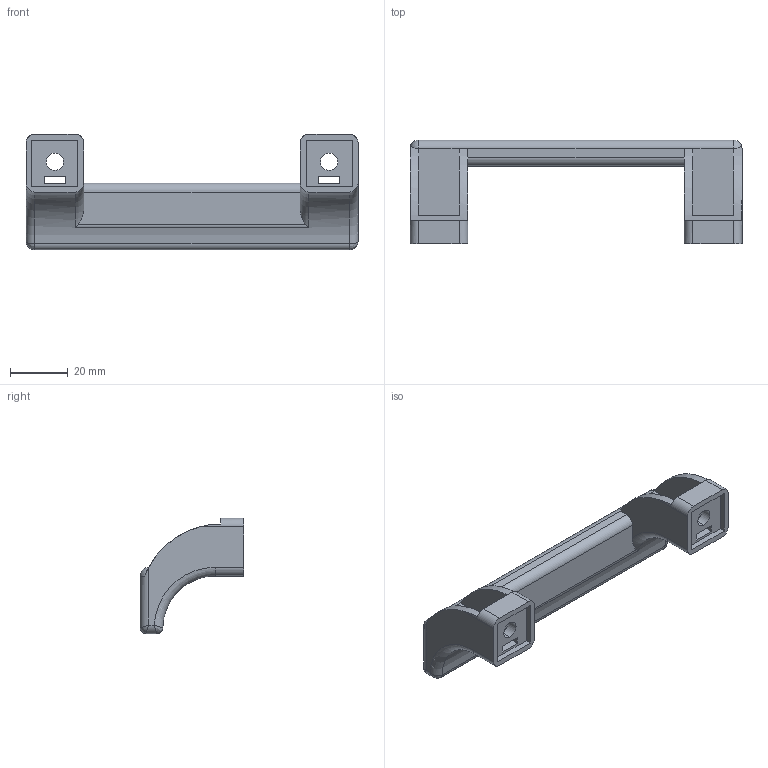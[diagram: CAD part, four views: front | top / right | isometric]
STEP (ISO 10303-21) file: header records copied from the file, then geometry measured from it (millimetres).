
FILE_DESCRIPTION (( 'STEP AP214' ), '1' );
FILE_NAME ('A908 Ðó÷êà äâåðíàÿ ïëàñòèêîâàÿ, 95 ìì.STEP', '2025-06-27T08:08:57', ( '' ), ( '' ), 'SwSTEP 2.0', 'SolidWorks 2025', '' );
FILE_SCHEMA (( 'AUTOMOTIVE_DESIGN' ));
Length unit declared in the file: millimetre
Products named in the file (1): A908 Ручка дверная пластиковая, 95 мм
Bounding box: 115 x 36 x 40 mm (x, y, z)
Volume: 34709.9 mm3; surface area: 13899.9 mm2
Topology: 1 solids, 1 shells, 80 faces, 206 edges, 126 vertices
Faces by surface type: plane 42, cylinder 28, torus 4, bspline 4, sphere 2
Entity records: 2743 total; most frequent: CARTESIAN_POINT 797, ORIENTED_EDGE 404, DIRECTION 394, EDGE_CURVE 202, AXIS2_PLACEMENT_3D 135, VERTEX_POINT 126, LINE 124, VECTOR 124
